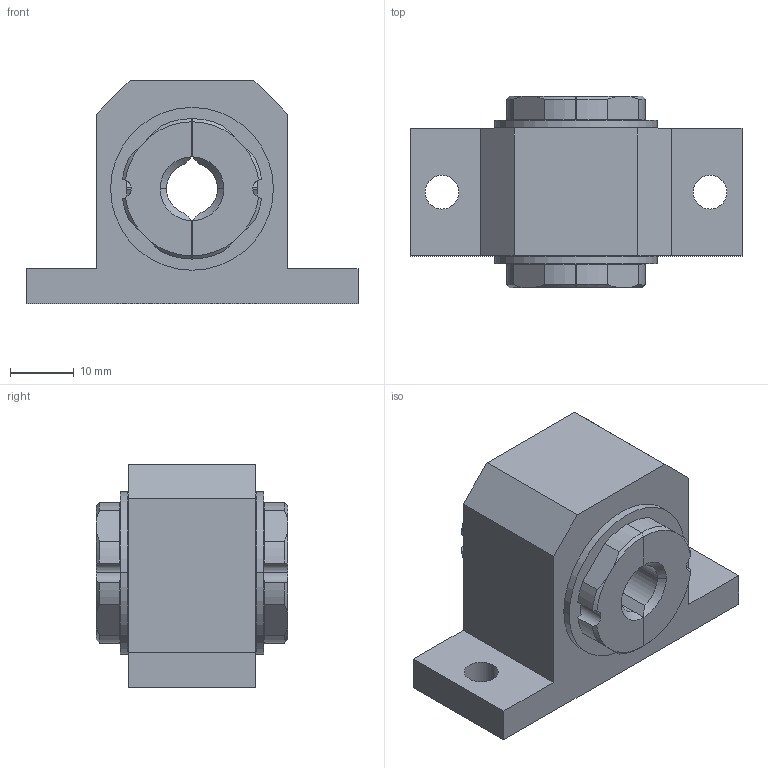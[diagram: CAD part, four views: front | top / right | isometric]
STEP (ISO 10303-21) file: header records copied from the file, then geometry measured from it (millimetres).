
FILE_DESCRIPTION(('no description'),'unknown implementation level');
FILE_NAME('RGAS_JTRM_10x2_1.stp',' ',('igus® GmbH'),('CADClick - KiM GmbH - www.kimweb.de'),'unknown preprocess','ACIS','unknown authorization');
FILE_SCHEMA(('automotive_design'));
Length unit declared in the file: millimetre
Products named in the file (5): 1; 2; 3; 4; 5
Bounding box: 52 x 30 x 35 mm (x, y, z)
Volume: 24600.6 mm3; surface area: 12135.7 mm2
Topology: 5 solids, 5 shells, 192 faces, 526 edges, 348 vertices
Faces by surface type: plane 86, cylinder 74, cone 32
Entity records: 12160 total; most frequent: CARTESIAN_POINT 1223, STYLED_ITEM 1071, PRESENTATION_STYLE_ASSIGNMENT 1071, COLOUR_RGB 1071, DIRECTION 1060, ORIENTED_EDGE 1052, EDGE_CURVE 526, CURVE_STYLE 526
